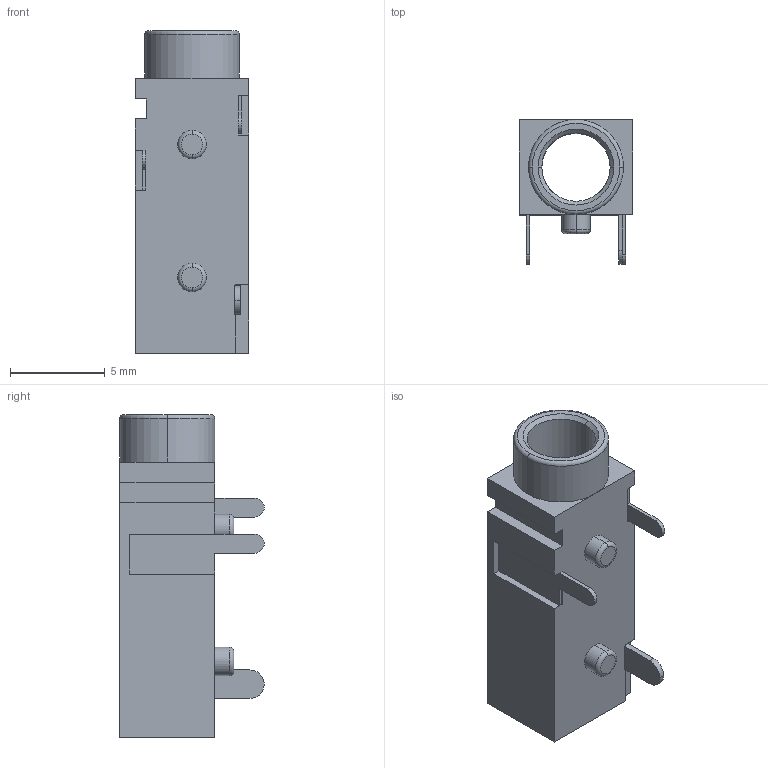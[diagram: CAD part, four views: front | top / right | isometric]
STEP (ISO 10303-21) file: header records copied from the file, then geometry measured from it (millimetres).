
FILE_DESCRIPTION (( 'STEP AP214' ), '1' );
FILE_NAME ('STX-3501-3N_rA3.STEP', '2012-10-23T00:00:31', ( 'Daniel' ), ( 'Microsoft' ), 'SwSTEP 2.0', 'SolidWorks 2012', '' );
FILE_SCHEMA (( 'AUTOMOTIVE_DESIGN' ));
Length unit declared in the file: millimetre
Products named in the file (1): STX-3501-3N_rA3
Bounding box: 6 x 7.6 x 17 mm (x, y, z)
Volume: 288 mm3; surface area: 647.2 mm2
Topology: 1 solids, 1 shells, 82 faces, 220 edges, 142 vertices
Faces by surface type: plane 62, cylinder 12, torus 6, cone 2
Entity records: 3267 total; most frequent: CARTESIAN_POINT 445, ORIENTED_EDGE 440, DIRECTION 430, EDGE_CURVE 220, LINE 176, VECTOR 176, VERTEX_POINT 142, AXIS2_PLACEMENT_3D 127
